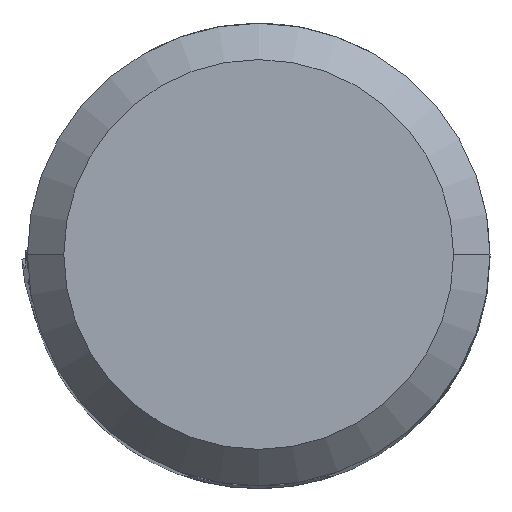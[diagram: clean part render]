
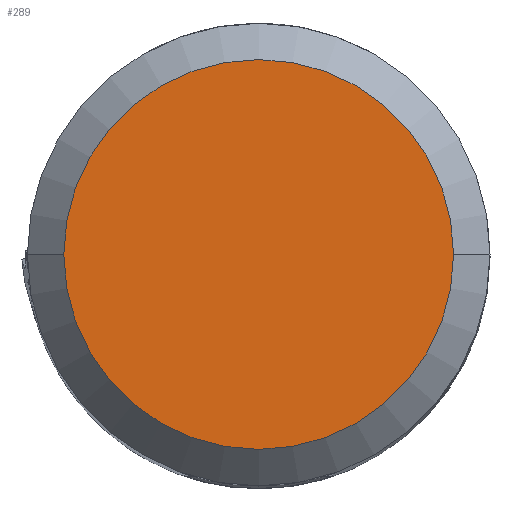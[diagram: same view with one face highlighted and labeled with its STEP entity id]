
A CAD part, top view. The second image highlights one B-rep face of the part: STEP entity #289.
In plain terms, the highlighted planar face has unit normal (0, 0, 1).
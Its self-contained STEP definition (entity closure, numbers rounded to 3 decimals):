
#123=PLANE('',#907);
#289=ADVANCED_FACE('',(#337),#123,.F.);
#337=FACE_OUTER_BOUND('',#386,.T.);
#386=EDGE_LOOP('',(#486,#487));
#486=ORIENTED_EDGE('',*,*,#750,.F.);
#487=ORIENTED_EDGE('',*,*,#777,.F.);
#673=VERTEX_POINT('',#1208);
#674=VERTEX_POINT('',#1209);
#750=EDGE_CURVE('',#673,#674,#858,.T.);
#777=EDGE_CURVE('',#674,#673,#864,.T.);
#858=CIRCLE('',#892,8.025);
#864=CIRCLE('',#905,8.025);
#892=AXIS2_PLACEMENT_3D('',#1207,#980,#981);
#905=AXIS2_PLACEMENT_3D('',#1295,#1016,#1017);
#907=AXIS2_PLACEMENT_3D('',#1297,#1020,#1021);
#980=DIRECTION('',(0.,0.,-1.));
#981=DIRECTION('',(-1.,0.,0.));
#1016=DIRECTION('',(0.,0.,-1.));
#1017=DIRECTION('',(-1.,0.,0.));
#1020=DIRECTION('',(0.,0.,-1.));
#1021=DIRECTION('',(1.,0.,0.));
#1207=CARTESIAN_POINT('',(0.,0.,0.));
#1208=CARTESIAN_POINT('',(-8.025,0.,0.));
#1209=CARTESIAN_POINT('',(8.025,0.,0.));
#1295=CARTESIAN_POINT('',(0.,0.,0.));
#1297=CARTESIAN_POINT('',(0.,8.025,0.));
